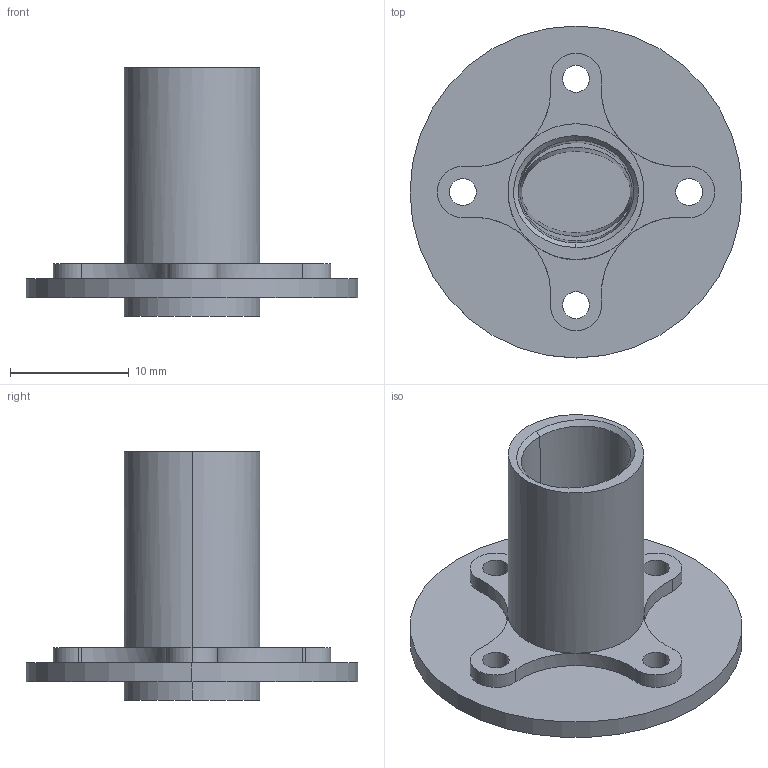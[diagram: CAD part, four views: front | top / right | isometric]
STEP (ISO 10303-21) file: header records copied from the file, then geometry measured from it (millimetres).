
FILE_DESCRIPTION (( 'STEP AP214' ), '1' );
FILE_NAME ('GHL-1-20007.STEP', '2024-05-31T17:15:01', ( '' ), ( '' ), 'SwSTEP 2.0', 'SolidWorks 2023', '' );
FILE_SCHEMA (( 'AUTOMOTIVE_DESIGN' ));
Length unit declared in the file: inch
Products named in the file (1): GHL-1-20007
Bounding box: 27.94 x 27.94 x 20.95 mm (x, y, z)
Volume: 1917.9 mm3; surface area: 2678.6 mm2
Topology: 1 solids, 1 shells, 48 faces, 124 edges, 81 vertices
Faces by surface type: cylinder 29, plane 11, bspline 8
Entity records: 2914 total; most frequent: CARTESIAN_POINT 1732, ORIENTED_EDGE 248, DIRECTION 245, EDGE_CURVE 124, AXIS2_PLACEMENT_3D 107, VERTEX_POINT 81, CIRCLE 66, EDGE_LOOP 59
